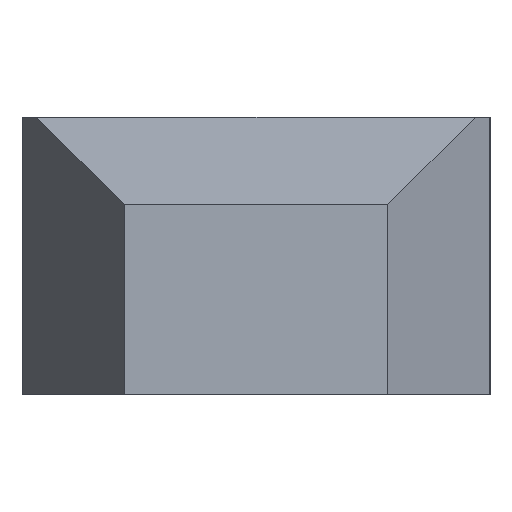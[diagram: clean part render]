
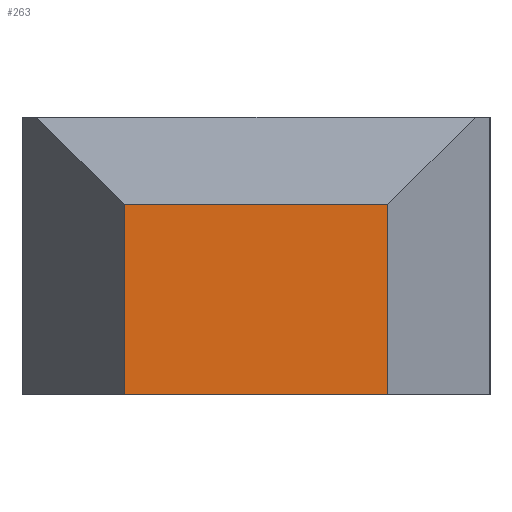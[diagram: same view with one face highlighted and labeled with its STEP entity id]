
A CAD part, left-side view. The second image highlights one B-rep face of the part: STEP entity #263.
In plain terms, the highlighted planar face has unit normal (-1, 0, 0).
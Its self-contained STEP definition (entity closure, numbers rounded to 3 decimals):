
#4 = VERTEX_POINT ( 'NONE', #106 ) ;
#7 = CARTESIAN_POINT ( 'NONE',  ( -80., 9., 19. ) ) ;
#58 = CARTESIAN_POINT ( 'NONE',  ( -80., -9., 19. ) ) ;
#67 = CARTESIAN_POINT ( 'NONE',  ( -80., 9., 0. ) ) ;
#79 = AXIS2_PLACEMENT_3D ( 'NONE', #376, #97, #176 ) ;
#87 = LINE ( 'NONE', #7, #129 ) ;
#97 = DIRECTION ( 'NONE',  ( -1., 0., 0. ) ) ;
#102 = ORIENTED_EDGE ( 'NONE', *, *, #414, .T. ) ;
#104 = VECTOR ( 'NONE', #480, 1000. ) ;
#106 = CARTESIAN_POINT ( 'NONE',  ( -80., -9., 0. ) ) ;
#111 = LINE ( 'NONE', #193, #512 ) ;
#129 = VECTOR ( 'NONE', #189, 1000. ) ;
#176 = DIRECTION ( 'NONE',  ( 0., 0., 1. ) ) ;
#181 = EDGE_LOOP ( 'NONE', ( #358, #102, #482, #377 ) ) ;
#189 = DIRECTION ( 'NONE',  ( 0., 0., -1. ) ) ;
#193 = CARTESIAN_POINT ( 'NONE',  ( -80., -20., 13. ) ) ;
#200 = CARTESIAN_POINT ( 'NONE',  ( -80., 9., 13. ) ) ;
#263 = ADVANCED_FACE ( 'NONE', ( #333 ), #511, .T. ) ;
#290 = LINE ( 'NONE', #574, #104 ) ;
#333 = FACE_OUTER_BOUND ( 'NONE', #181, .T. ) ;
#340 = EDGE_CURVE ( 'NONE', #501, #544, #87, .T. ) ;
#358 = ORIENTED_EDGE ( 'NONE', *, *, #429, .F. ) ;
#376 = CARTESIAN_POINT ( 'NONE',  ( -80., -9., 19. ) ) ;
#377 = ORIENTED_EDGE ( 'NONE', *, *, #432, .F. ) ;
#381 = VERTEX_POINT ( 'NONE', #530 ) ;
#389 = LINE ( 'NONE', #58, #566 ) ;
#414 = EDGE_CURVE ( 'NONE', #381, #501, #111, .T. ) ;
#427 = DIRECTION ( 'NONE',  ( 0., 0., -1. ) ) ;
#429 = EDGE_CURVE ( 'NONE', #381, #4, #389, .T. ) ;
#432 = EDGE_CURVE ( 'NONE', #4, #544, #290, .T. ) ;
#476 = DIRECTION ( 'NONE',  ( 0., 1., 0. ) ) ;
#480 = DIRECTION ( 'NONE',  ( 0., 1., 0. ) ) ;
#482 = ORIENTED_EDGE ( 'NONE', *, *, #340, .T. ) ;
#501 = VERTEX_POINT ( 'NONE', #200 ) ;
#511 = PLANE ( 'NONE',  #79 ) ;
#512 = VECTOR ( 'NONE', #476, 1000. ) ;
#530 = CARTESIAN_POINT ( 'NONE',  ( -80., -9., 13. ) ) ;
#544 = VERTEX_POINT ( 'NONE', #67 ) ;
#566 = VECTOR ( 'NONE', #427, 1000. ) ;
#574 = CARTESIAN_POINT ( 'NONE',  ( -80., -9., 0. ) ) ;
